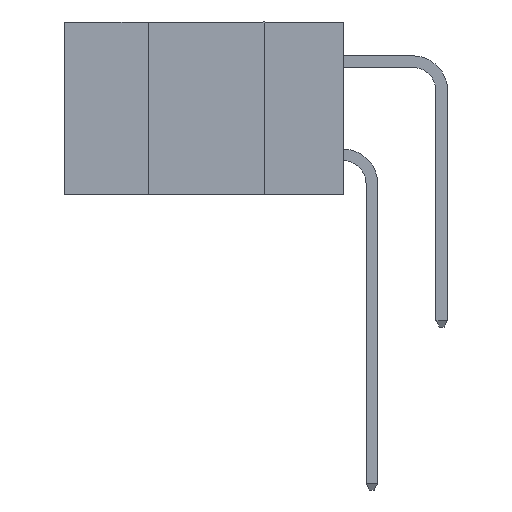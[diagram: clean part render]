
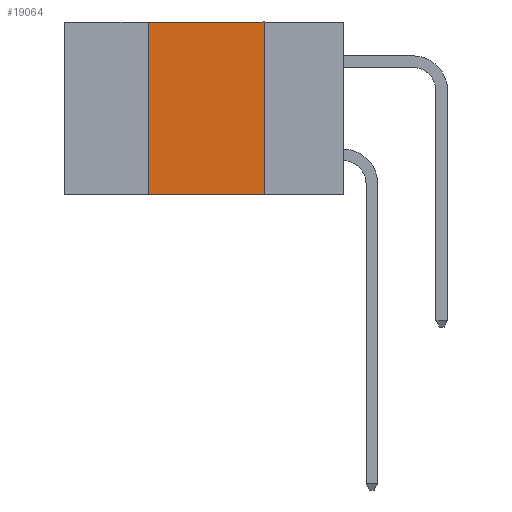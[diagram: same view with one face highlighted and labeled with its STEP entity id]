
A CAD part, left-side view. The second image highlights one B-rep face of the part: STEP entity #19064.
In plain terms, the highlighted planar face has unit normal (-1, 0, 0).
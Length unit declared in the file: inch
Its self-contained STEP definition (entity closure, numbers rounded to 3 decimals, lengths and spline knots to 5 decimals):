
#534 = VECTOR ( 'NONE', #3386, 39.37008 ) ;
#580 = CARTESIAN_POINT ( 'NONE',  ( 0., 0.17, 0. ) ) ;
#1110 = EDGE_CURVE ( 'NONE', #2440, #11222, #18664, .T. ) ;
#2178 = EDGE_CURVE ( 'NONE', #11222, #10646, #3129, .T. ) ;
#2435 = VECTOR ( 'NONE', #6736, 39.37008 ) ;
#2440 = VERTEX_POINT ( 'NONE', #11292 ) ;
#3129 = LINE ( 'NONE', #9591, #15739 ) ;
#3386 = DIRECTION ( 'NONE',  ( 0., 0., 1. ) ) ;
#3848 = CARTESIAN_POINT ( 'NONE',  ( 0., 0.6, -0.37 ) ) ;
#4012 = AXIS2_PLACEMENT_3D ( 'NONE', #18808, #14228, #4760 ) ;
#4760 = DIRECTION ( 'NONE',  ( 0., 0., -1. ) ) ;
#5393 = VECTOR ( 'NONE', #16462, 39.37008 ) ;
#6300 = CARTESIAN_POINT ( 'NONE',  ( 0., 0.42, -0.37 ) ) ;
#6389 = LINE ( 'NONE', #3848, #5393 ) ;
#6736 = DIRECTION ( 'NONE',  ( 0., -1., 0. ) ) ;
#7268 = FACE_OUTER_BOUND ( 'NONE', #19845, .T. ) ;
#7650 = ORIENTED_EDGE ( 'NONE', *, *, #18367, .F. ) ;
#7894 = VERTEX_POINT ( 'NONE', #6300 ) ;
#8217 = CARTESIAN_POINT ( 'NONE',  ( 0., 0.42, -0.37 ) ) ;
#8519 = LINE ( 'NONE', #8217, #534 ) ;
#9591 = CARTESIAN_POINT ( 'NONE',  ( 0., 0.17, -0.37 ) ) ;
#9822 = DIRECTION ( 'NONE',  ( 0., 0., -1. ) ) ;
#10646 = VERTEX_POINT ( 'NONE', #11878 ) ;
#11222 = VERTEX_POINT ( 'NONE', #580 ) ;
#11292 = CARTESIAN_POINT ( 'NONE',  ( 0., 0.42, 0. ) ) ;
#11878 = CARTESIAN_POINT ( 'NONE',  ( 0., 0.17, -0.37 ) ) ;
#12664 = PLANE ( 'NONE',  #4012 ) ;
#14228 = DIRECTION ( 'NONE',  ( 1., 0., 0. ) ) ;
#15030 = ORIENTED_EDGE ( 'NONE', *, *, #2178, .F. ) ;
#15739 = VECTOR ( 'NONE', #9822, 39.37008 ) ;
#16197 = ORIENTED_EDGE ( 'NONE', *, *, #17342, .T. ) ;
#16462 = DIRECTION ( 'NONE',  ( 0., -1., 0. ) ) ;
#17342 = EDGE_CURVE ( 'NONE', #7894, #10646, #6389, .T. ) ;
#17384 = CARTESIAN_POINT ( 'NONE',  ( 0., 0.6, 0. ) ) ;
#18367 = EDGE_CURVE ( 'NONE', #7894, #2440, #8519, .T. ) ;
#18664 = LINE ( 'NONE', #17384, #2435 ) ;
#18808 = CARTESIAN_POINT ( 'NONE',  ( 0., 0.6, 0. ) ) ;
#19064 = ADVANCED_FACE ( 'NONE', ( #7268 ), #12664, .F. ) ;
#19598 = ORIENTED_EDGE ( 'NONE', *, *, #1110, .F. ) ;
#19845 = EDGE_LOOP ( 'NONE', ( #15030, #19598, #7650, #16197 ) ) ;
